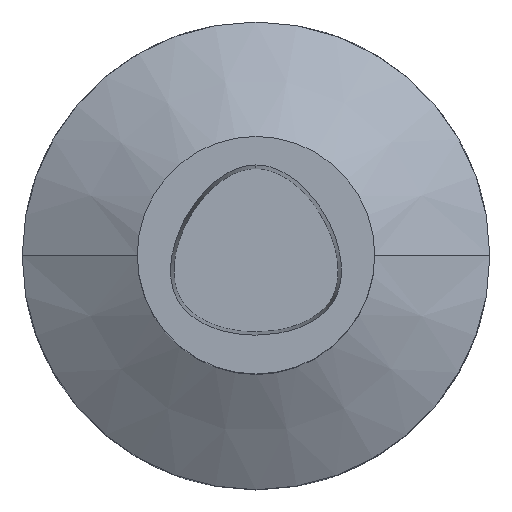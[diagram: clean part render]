
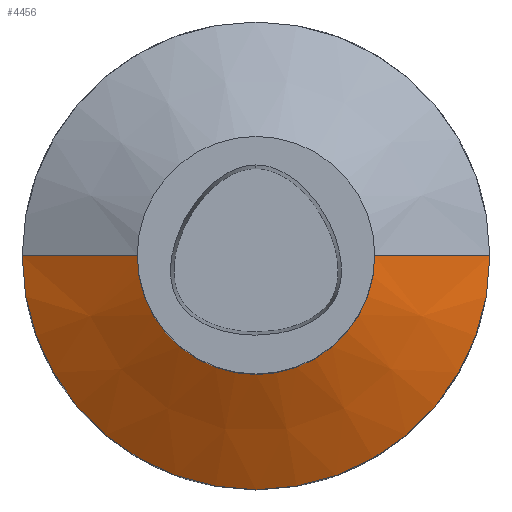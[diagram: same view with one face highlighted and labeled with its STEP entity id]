
A CAD part, top view. The second image highlights one B-rep face of the part: STEP entity #4456.
In plain terms, the highlighted conical face has half-angle 59.859 degrees and reference radius 31.5 mm.
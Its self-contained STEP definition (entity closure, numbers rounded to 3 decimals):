
#125 = ORIENTED_EDGE ( 'NONE', *, *, #659, .T. ) ;
#128 = DIRECTION ( 'NONE',  ( 1., 0., 0. ) ) ;
#187 = CIRCLE ( 'NONE', #3149, 16. ) ;
#423 = CARTESIAN_POINT ( 'NONE',  ( 16., 0., 31. ) ) ;
#458 = VERTEX_POINT ( 'NONE', #4292 ) ;
#466 = CARTESIAN_POINT ( 'NONE',  ( -31.5, 0., 22. ) ) ;
#572 = ORIENTED_EDGE ( 'NONE', *, *, #1668, .T. ) ;
#659 = EDGE_CURVE ( 'NONE', #3421, #4741, #187, .T. ) ;
#735 = CARTESIAN_POINT ( 'NONE',  ( 0., 0., 22. ) ) ;
#1032 = CARTESIAN_POINT ( 'NONE',  ( 31.5, 0., 22. ) ) ;
#1121 = DIRECTION ( 'NONE',  ( 0., 0., -1. ) ) ;
#1226 = EDGE_CURVE ( 'NONE', #3421, #5157, #3152, .T. ) ;
#1668 = EDGE_CURVE ( 'NONE', #458, #5157, #4121, .T. ) ;
#1692 = DIRECTION ( 'NONE',  ( -0.865, 0., -0.502 ) ) ;
#1745 = AXIS2_PLACEMENT_3D ( 'NONE', #735, #4710, #2298 ) ;
#2249 = CONICAL_SURFACE ( 'NONE', #1745, 31.5, 1.045 ) ;
#2298 = DIRECTION ( 'NONE',  ( -1., 0., 0. ) ) ;
#2602 = VECTOR ( 'NONE', #1692, 1000. ) ;
#2842 = EDGE_LOOP ( 'NONE', ( #4087, #125, #3465, #572 ) ) ;
#2848 = AXIS2_PLACEMENT_3D ( 'NONE', #3401, #4975, #128 ) ;
#3149 = AXIS2_PLACEMENT_3D ( 'NONE', #4743, #1121, #5172 ) ;
#3152 = LINE ( 'NONE', #1032, #4010 ) ;
#3401 = CARTESIAN_POINT ( 'NONE',  ( 0., 0., 22. ) ) ;
#3421 = VERTEX_POINT ( 'NONE', #423 ) ;
#3465 = ORIENTED_EDGE ( 'NONE', *, *, #4982, .T. ) ;
#3945 = FACE_OUTER_BOUND ( 'NONE', #2842, .T. ) ;
#4010 = VECTOR ( 'NONE', #4369, 1000. ) ;
#4019 = CARTESIAN_POINT ( 'NONE',  ( -16., 0., 31. ) ) ;
#4068 = LINE ( 'NONE', #466, #2602 ) ;
#4087 = ORIENTED_EDGE ( 'NONE', *, *, #1226, .F. ) ;
#4121 = CIRCLE ( 'NONE', #2848, 31.5 ) ;
#4261 = CARTESIAN_POINT ( 'NONE',  ( 31.5, 0., 22. ) ) ;
#4292 = CARTESIAN_POINT ( 'NONE',  ( -31.5, 0., 22. ) ) ;
#4369 = DIRECTION ( 'NONE',  ( 0.865, 0., -0.502 ) ) ;
#4456 = ADVANCED_FACE ( 'NONE', ( #3945 ), #2249, .T. ) ;
#4710 = DIRECTION ( 'NONE',  ( 0., 0., -1. ) ) ;
#4741 = VERTEX_POINT ( 'NONE', #4019 ) ;
#4743 = CARTESIAN_POINT ( 'NONE',  ( 0., 0., 31. ) ) ;
#4975 = DIRECTION ( 'NONE',  ( 0., 0., 1. ) ) ;
#4982 = EDGE_CURVE ( 'NONE', #4741, #458, #4068, .T. ) ;
#5157 = VERTEX_POINT ( 'NONE', #4261 ) ;
#5172 = DIRECTION ( 'NONE',  ( -1., 0., 0. ) ) ;
